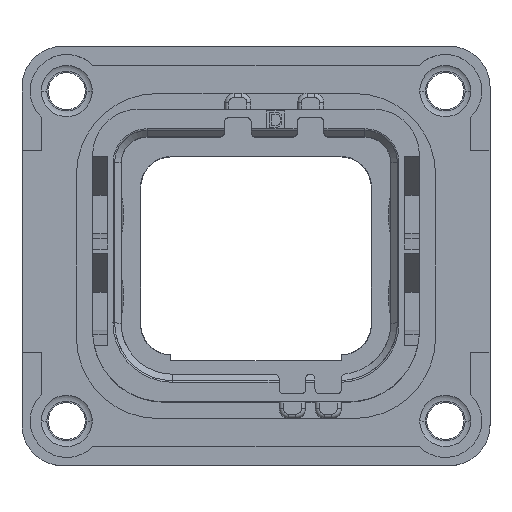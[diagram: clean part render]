
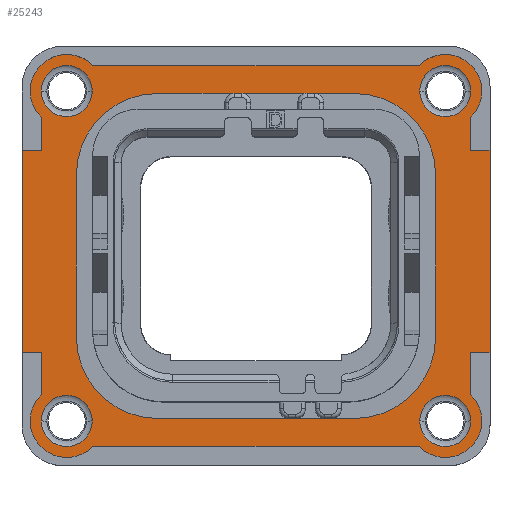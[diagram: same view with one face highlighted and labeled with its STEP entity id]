
A CAD part, top view. The second image highlights one B-rep face of the part: STEP entity #25243.
In plain terms, the highlighted planar face has unit normal (0, 0, 1).
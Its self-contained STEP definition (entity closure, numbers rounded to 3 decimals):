
#373=DIRECTION('',(0.,-1.,0.));
#374=VECTOR('',#373,12.45);
#375=CARTESIAN_POINT('',(-14.4,6.5,1.5));
#376=LINE('',#375,#374);
#436=CARTESIAN_POINT('',(-11.65,10.15,1.5));
#437=DIRECTION('',(0.,0.,1.));
#438=DIRECTION('',(0.716,0.698,0.));
#439=AXIS2_PLACEMENT_3D('',#436,#437,#438);
#449=CARTESIAN_POINT('',(11.65,10.15,1.5));
#450=DIRECTION('',(0.,0.,1.));
#451=DIRECTION('',(0.698,-0.716,0.));
#452=AXIS2_PLACEMENT_3D('',#449,#450,#451);
#459=DIRECTION('',(0.,1.,0.));
#460=VECTOR('',#459,2.588);
#461=CARTESIAN_POINT('',(13.22,-8.538,1.5));
#462=LINE('',#461,#460);
#463=DIRECTION('',(1.,0.,0.));
#464=VECTOR('',#463,20.077);
#465=CARTESIAN_POINT('',(-10.038,-11.72,1.5));
#466=LINE('',#465,#464);
#467=DIRECTION('',(0.,-1.,0.));
#468=VECTOR('',#467,2.588);
#469=CARTESIAN_POINT('',(-13.22,-5.95,1.5));
#470=LINE('',#469,#468);
#471=DIRECTION('',(1.,0.,0.));
#472=VECTOR('',#471,1.18);
#473=CARTESIAN_POINT('',(-14.4,-5.95,1.5));
#474=LINE('',#473,#472);
#475=DIRECTION('',(-1.,0.,0.));
#476=VECTOR('',#475,1.18);
#477=CARTESIAN_POINT('',(-13.22,6.5,1.5));
#478=LINE('',#477,#476);
#479=DIRECTION('',(0.,-1.,0.));
#480=VECTOR('',#479,2.038);
#481=CARTESIAN_POINT('',(-13.22,8.538,1.5));
#482=LINE('',#481,#480);
#483=DIRECTION('',(-1.,0.,0.));
#484=VECTOR('',#483,20.077);
#485=CARTESIAN_POINT('',(10.038,11.72,1.5));
#486=LINE('',#485,#484);
#487=DIRECTION('',(0.,1.,0.));
#488=VECTOR('',#487,2.038);
#489=CARTESIAN_POINT('',(13.22,6.5,1.5));
#490=LINE('',#489,#488);
#491=DIRECTION('',(-1.,0.,0.));
#492=VECTOR('',#491,1.18);
#493=CARTESIAN_POINT('',(14.4,6.5,1.5));
#494=LINE('',#493,#492);
#495=DIRECTION('',(1.,0.,0.));
#496=VECTOR('',#495,1.18);
#497=CARTESIAN_POINT('',(13.22,-5.95,1.5));
#498=LINE('',#497,#496);
#499=CARTESIAN_POINT('',(11.65,-10.15,1.5));
#500=DIRECTION('',(0.,0.,1.));
#501=DIRECTION('',(-1.,0.,0.));
#502=AXIS2_PLACEMENT_3D('',#499,#500,#501);
#504=CARTESIAN_POINT('',(-11.65,-10.15,1.5));
#505=DIRECTION('',(0.,0.,1.));
#506=DIRECTION('',(-1.,0.,0.));
#507=AXIS2_PLACEMENT_3D('',#504,#505,#506);
#509=CARTESIAN_POINT('',(-11.65,10.15,1.5));
#510=DIRECTION('',(0.,0.,1.));
#511=DIRECTION('',(1.,0.,0.));
#512=AXIS2_PLACEMENT_3D('',#509,#510,#511);
#514=CARTESIAN_POINT('',(11.65,10.15,1.5));
#515=DIRECTION('',(0.,0.,1.));
#516=DIRECTION('',(1.,0.,0.));
#517=AXIS2_PLACEMENT_3D('',#514,#515,#516);
#519=CARTESIAN_POINT('',(6.05,5.,1.5));
#520=DIRECTION('',(0.,0.,-1.));
#521=DIRECTION('',(0.,1.,0.));
#522=AXIS2_PLACEMENT_3D('',#519,#520,#521);
#524=DIRECTION('',(1.,0.,0.));
#525=VECTOR('',#524,12.1);
#526=CARTESIAN_POINT('',(-6.05,10.,1.5));
#527=LINE('',#526,#525);
#528=CARTESIAN_POINT('',(-6.05,5.,1.5));
#529=DIRECTION('',(0.,0.,-1.));
#530=DIRECTION('',(-1.,0.,0.));
#531=AXIS2_PLACEMENT_3D('',#528,#529,#530);
#533=DIRECTION('',(0.,1.,0.));
#534=VECTOR('',#533,10.);
#535=CARTESIAN_POINT('',(-11.05,-5.,1.5));
#536=LINE('',#535,#534);
#537=CARTESIAN_POINT('',(-6.05,-5.,1.5));
#538=DIRECTION('',(0.,0.,-1.));
#539=DIRECTION('',(0.,-1.,0.));
#540=AXIS2_PLACEMENT_3D('',#537,#538,#539);
#542=DIRECTION('',(-1.,0.,0.));
#543=VECTOR('',#542,12.1);
#544=CARTESIAN_POINT('',(6.05,-10.,1.5));
#545=LINE('',#544,#543);
#546=CARTESIAN_POINT('',(6.05,-5.,1.5));
#547=DIRECTION('',(0.,0.,-1.));
#548=DIRECTION('',(1.,0.,0.));
#549=AXIS2_PLACEMENT_3D('',#546,#547,#548);
#551=DIRECTION('',(0.,-1.,0.));
#552=VECTOR('',#551,10.);
#553=CARTESIAN_POINT('',(11.05,5.,1.5));
#554=LINE('',#553,#552);
#559=CARTESIAN_POINT('',(11.65,-10.15,1.5));
#560=DIRECTION('',(0.,0.,1.));
#561=DIRECTION('',(-0.716,-0.698,0.));
#562=AXIS2_PLACEMENT_3D('',#559,#560,#561);
#616=CARTESIAN_POINT('',(-11.65,-10.15,1.5));
#617=DIRECTION('',(0.,0.,1.));
#618=DIRECTION('',(-0.698,0.716,0.));
#619=AXIS2_PLACEMENT_3D('',#616,#617,#618);
#645=DIRECTION('',(0.,1.,0.));
#646=VECTOR('',#645,12.45);
#647=CARTESIAN_POINT('',(14.4,-5.95,1.5));
#648=LINE('',#647,#646);
#701=CARTESIAN_POINT('',(11.65,-10.15,1.5));
#702=DIRECTION('',(0.,0.,1.));
#703=DIRECTION('',(1.,0.,0.));
#704=AXIS2_PLACEMENT_3D('',#701,#702,#703);
#706=CARTESIAN_POINT('',(-11.65,-10.15,1.5));
#707=DIRECTION('',(0.,0.,1.));
#708=DIRECTION('',(1.,0.,0.));
#709=AXIS2_PLACEMENT_3D('',#706,#707,#708);
#727=CARTESIAN_POINT('',(-11.65,10.15,1.5));
#728=DIRECTION('',(0.,0.,1.));
#729=DIRECTION('',(-1.,0.,0.));
#730=AXIS2_PLACEMENT_3D('',#727,#728,#729);
#732=CARTESIAN_POINT('',(11.65,10.15,1.5));
#733=DIRECTION('',(0.,0.,1.));
#734=DIRECTION('',(-1.,0.,0.));
#735=AXIS2_PLACEMENT_3D('',#732,#733,#734);
#21655=CARTESIAN_POINT('',(-6.05,10.,1.5));
#21656=CARTESIAN_POINT('',(6.05,10.,1.5));
#21657=VERTEX_POINT('',#21655);
#21658=VERTEX_POINT('',#21656);
#21659=CARTESIAN_POINT('',(11.05,-5.,1.5));
#21660=CARTESIAN_POINT('',(6.05,-10.,1.5));
#21661=VERTEX_POINT('',#21659);
#21662=VERTEX_POINT('',#21660);
#21663=CARTESIAN_POINT('',(11.05,5.,1.5));
#21664=VERTEX_POINT('',#21663);
#21665=CARTESIAN_POINT('',(-11.05,5.,1.5));
#21666=VERTEX_POINT('',#21665);
#21667=CARTESIAN_POINT('',(-11.05,-5.,1.5));
#21668=VERTEX_POINT('',#21667);
#21669=CARTESIAN_POINT('',(-6.05,-10.,1.5));
#21670=VERTEX_POINT('',#21669);
#21701=CARTESIAN_POINT('',(14.4,-5.95,1.5));
#21702=CARTESIAN_POINT('',(14.4,6.5,1.5));
#21703=VERTEX_POINT('',#21701);
#21704=VERTEX_POINT('',#21702);
#21705=CARTESIAN_POINT('',(-14.4,6.5,1.5));
#21706=CARTESIAN_POINT('',(-14.4,-5.95,1.5));
#21707=VERTEX_POINT('',#21705);
#21708=VERTEX_POINT('',#21706);
#21709=CARTESIAN_POINT('',(10.08,10.15,1.5));
#21710=VERTEX_POINT('',#21709);
#21711=CARTESIAN_POINT('',(-10.08,10.15,1.5));
#21712=VERTEX_POINT('',#21711);
#21713=CARTESIAN_POINT('',(-10.08,-10.15,1.5));
#21714=VERTEX_POINT('',#21713);
#21715=CARTESIAN_POINT('',(10.08,-10.15,1.5));
#21716=VERTEX_POINT('',#21715);
#21717=CARTESIAN_POINT('',(-13.22,6.5,1.5));
#21718=VERTEX_POINT('',#21717);
#21719=CARTESIAN_POINT('',(13.22,6.5,1.5));
#21720=VERTEX_POINT('',#21719);
#21721=CARTESIAN_POINT('',(-13.22,-5.95,1.5));
#21722=VERTEX_POINT('',#21721);
#22037=CARTESIAN_POINT('',(13.22,-5.95,1.5));
#22038=VERTEX_POINT('',#22037);
#22364=CARTESIAN_POINT('',(13.22,8.538,1.5));
#22366=VERTEX_POINT('',#22364);
#22368=CARTESIAN_POINT('',(-10.038,-11.72,1.5));
#22370=VERTEX_POINT('',#22368);
#22372=CARTESIAN_POINT('',(10.038,-11.72,1.5));
#22374=VERTEX_POINT('',#22372);
#22376=CARTESIAN_POINT('',(-13.22,-8.538,1.5));
#22378=VERTEX_POINT('',#22376);
#22380=CARTESIAN_POINT('',(-10.038,11.72,1.5));
#22382=VERTEX_POINT('',#22380);
#22384=CARTESIAN_POINT('',(10.038,11.72,1.5));
#22386=VERTEX_POINT('',#22384);
#22388=CARTESIAN_POINT('',(-13.22,8.538,1.5));
#22390=VERTEX_POINT('',#22388);
#22392=CARTESIAN_POINT('',(13.22,-8.538,1.5));
#22394=VERTEX_POINT('',#22392);
#22396=CARTESIAN_POINT('',(13.22,10.15,1.5));
#22397=VERTEX_POINT('',#22396);
#22398=CARTESIAN_POINT('',(-13.22,10.15,1.5));
#22399=VERTEX_POINT('',#22398);
#22400=CARTESIAN_POINT('',(-13.22,-10.15,1.5));
#22401=VERTEX_POINT('',#22400);
#22402=CARTESIAN_POINT('',(13.22,-10.15,1.5));
#22403=VERTEX_POINT('',#22402);
#25166=CARTESIAN_POINT('',(0.,0.,1.5));
#25167=DIRECTION('',(0.,0.,1.));
#25168=DIRECTION('',(1.,0.,0.));
#25169=AXIS2_PLACEMENT_3D('',#25166,#25167,#25168);
#25170=PLANE('',#25169);
#25172=ORIENTED_EDGE('',*,*,#25171,.F.);
#25174=ORIENTED_EDGE('',*,*,#25173,.F.);
#25176=ORIENTED_EDGE('',*,*,#25175,.F.);
#25178=ORIENTED_EDGE('',*,*,#25177,.F.);
#25180=ORIENTED_EDGE('',*,*,#25179,.F.);
#25182=ORIENTED_EDGE('',*,*,#25181,.F.);
#25183=ORIENTED_EDGE('',*,*,#25079,.F.);
#25185=ORIENTED_EDGE('',*,*,#25184,.F.);
#25187=ORIENTED_EDGE('',*,*,#25186,.F.);
#25188=ORIENTED_EDGE('',*,*,#25131,.F.);
#25189=ORIENTED_EDGE('',*,*,#25147,.F.);
#25190=ORIENTED_EDGE('',*,*,#25157,.F.);
#25192=ORIENTED_EDGE('',*,*,#25191,.F.);
#25194=ORIENTED_EDGE('',*,*,#25193,.F.);
#25196=ORIENTED_EDGE('',*,*,#25195,.F.);
#25198=ORIENTED_EDGE('',*,*,#25197,.F.);
#25199=EDGE_LOOP('',(#25172,#25174,#25176,#25178,#25180,#25182,#25183,#25185,
#25187,#25188,#25189,#25190,#25192,#25194,#25196,#25198));
#25200=FACE_OUTER_BOUND('',#25199,.F.);
#25202=ORIENTED_EDGE('',*,*,#25201,.T.);
#25204=ORIENTED_EDGE('',*,*,#25203,.T.);
#25205=EDGE_LOOP('',(#25202,#25204));
#25206=FACE_BOUND('',#25205,.F.);
#25208=ORIENTED_EDGE('',*,*,#25207,.T.);
#25210=ORIENTED_EDGE('',*,*,#25209,.T.);
#25211=EDGE_LOOP('',(#25208,#25210));
#25212=FACE_BOUND('',#25211,.F.);
#25214=ORIENTED_EDGE('',*,*,#25213,.T.);
#25216=ORIENTED_EDGE('',*,*,#25215,.T.);
#25217=EDGE_LOOP('',(#25214,#25216));
#25218=FACE_BOUND('',#25217,.F.);
#25220=ORIENTED_EDGE('',*,*,#25219,.T.);
#25222=ORIENTED_EDGE('',*,*,#25221,.T.);
#25223=EDGE_LOOP('',(#25220,#25222));
#25224=FACE_BOUND('',#25223,.F.);
#25226=ORIENTED_EDGE('',*,*,#25225,.F.);
#25228=ORIENTED_EDGE('',*,*,#25227,.F.);
#25230=ORIENTED_EDGE('',*,*,#25229,.F.);
#25232=ORIENTED_EDGE('',*,*,#25231,.F.);
#25234=ORIENTED_EDGE('',*,*,#25233,.F.);
#25236=ORIENTED_EDGE('',*,*,#25235,.F.);
#25238=ORIENTED_EDGE('',*,*,#25237,.F.);
#25240=ORIENTED_EDGE('',*,*,#25239,.F.);
#25241=EDGE_LOOP('',(#25226,#25228,#25230,#25232,#25234,#25236,#25238,#25240));
#25242=FACE_BOUND('',#25241,.F.);
#25243=ADVANCED_FACE('',(#25200,#25206,#25212,#25218,#25224,#25242),#25170,.T.);
#440=CIRCLE('',#439,2.25);
#453=CIRCLE('',#452,2.25);
#503=CIRCLE('',#502,1.57);
#508=CIRCLE('',#507,1.57);
#513=CIRCLE('',#512,1.57);
#518=CIRCLE('',#517,1.57);
#523=CIRCLE('',#522,5.);
#532=CIRCLE('',#531,5.);
#541=CIRCLE('',#540,5.);
#550=CIRCLE('',#549,5.);
#563=CIRCLE('',#562,2.25);
#620=CIRCLE('',#619,2.25);
#705=CIRCLE('',#704,1.57);
#710=CIRCLE('',#709,1.57);
#731=CIRCLE('',#730,1.57);
#736=CIRCLE('',#735,1.57);
#25079=EDGE_CURVE('',#21707,#21708,#376,.T.);
#25131=EDGE_CURVE('',#22382,#22390,#440,.T.);
#25147=EDGE_CURVE('',#22386,#22382,#486,.T.);
#25157=EDGE_CURVE('',#22366,#22386,#453,.T.);
#25171=EDGE_CURVE('',#22394,#22038,#462,.T.);
#25173=EDGE_CURVE('',#22374,#22394,#563,.T.);
#25175=EDGE_CURVE('',#22370,#22374,#466,.T.);
#25177=EDGE_CURVE('',#22378,#22370,#620,.T.);
#25179=EDGE_CURVE('',#21722,#22378,#470,.T.);
#25181=EDGE_CURVE('',#21708,#21722,#474,.T.);
#25184=EDGE_CURVE('',#21718,#21707,#478,.T.);
#25186=EDGE_CURVE('',#22390,#21718,#482,.T.);
#25191=EDGE_CURVE('',#21720,#22366,#490,.T.);
#25193=EDGE_CURVE('',#21704,#21720,#494,.T.);
#25195=EDGE_CURVE('',#21703,#21704,#648,.T.);
#25197=EDGE_CURVE('',#22038,#21703,#498,.T.);
#25201=EDGE_CURVE('',#21716,#22403,#503,.T.);
#25203=EDGE_CURVE('',#22403,#21716,#705,.T.);
#25207=EDGE_CURVE('',#21714,#22401,#710,.T.);
#25209=EDGE_CURVE('',#22401,#21714,#508,.T.);
#25213=EDGE_CURVE('',#21712,#22399,#513,.T.);
#25215=EDGE_CURVE('',#22399,#21712,#731,.T.);
#25219=EDGE_CURVE('',#21710,#22397,#736,.T.);
#25221=EDGE_CURVE('',#22397,#21710,#518,.T.);
#25225=EDGE_CURVE('',#21658,#21664,#523,.T.);
#25227=EDGE_CURVE('',#21657,#21658,#527,.T.);
#25229=EDGE_CURVE('',#21666,#21657,#532,.T.);
#25231=EDGE_CURVE('',#21668,#21666,#536,.T.);
#25233=EDGE_CURVE('',#21670,#21668,#541,.T.);
#25235=EDGE_CURVE('',#21662,#21670,#545,.T.);
#25237=EDGE_CURVE('',#21661,#21662,#550,.T.);
#25239=EDGE_CURVE('',#21664,#21661,#554,.T.);
